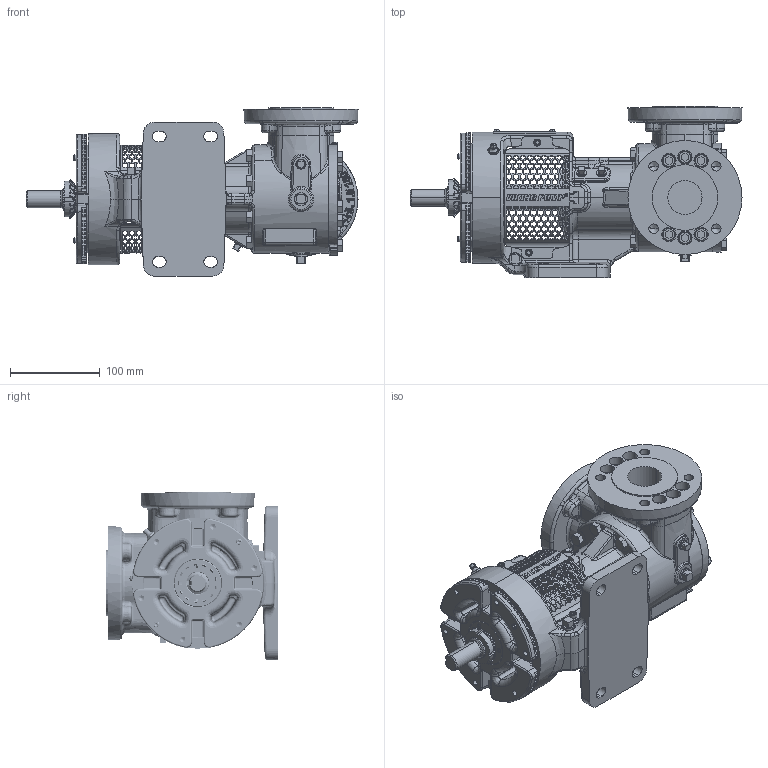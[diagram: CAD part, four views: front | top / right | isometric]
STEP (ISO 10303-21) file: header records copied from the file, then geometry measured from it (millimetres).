
FILE_DESCRIPTION (( 'STEP AP214' ), '1' );
FILE_NAME ('HV-4176.STEP', '2024-01-29T18:06:29', ( '' ), ( '' ), 'SwSTEP 2.0', 'SolidWorks 2022', '' );
FILE_SCHEMA (( 'AUTOMOTIVE_DESIGN' ));
Length unit declared in the file: inch
Products named in the file (1): HV-4176
Bounding box: 369.66 x 190.5 x 187.32 mm (x, y, z)
Volume: 3465566.5 mm3; surface area: 377640.4 mm2
Topology: 1 solids, 1 shells, 6544 faces, 17014 edges, 10660 vertices
Faces by surface type: bspline 2723, plane 2023, cylinder 1012, cone 551, torus 129, sphere 106
Entity records: 353682 total; most frequent: CARTESIAN_POINT 151351, ORIENTED_EDGE 33816, DIRECTION 21737, EDGE_CURVE 16908, VERTEX_POINT 10653, AXIS2_PLACEMENT_3D 7809, EDGE_LOOP 7373, ADVANCED_FACE 6540
